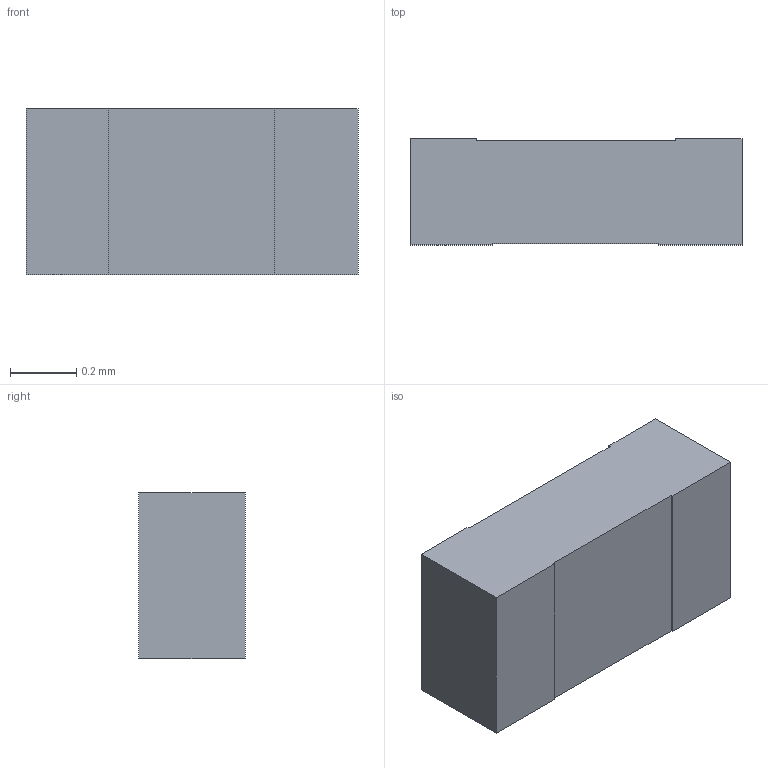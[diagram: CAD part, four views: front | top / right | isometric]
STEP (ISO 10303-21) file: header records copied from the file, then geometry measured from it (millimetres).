
FILE_DESCRIPTION((''),'2;1');
FILE_NAME('RSMD-0402_L1_W0-5_H0-32','2021-12-11T',('Dragos'),(''),'PRO/ENGINEER BY PARAMETRIC TECHNOLOGY CORPORATION, 2004440','PRO/ENGINEER BY PARAMETRIC TECHNOLOGY CORPORATION, 2004440','');
FILE_SCHEMA(('AUTOMOTIVE_DESIGN { 1 0 10303 214 1 1 1 1 }'));
Length unit declared in the file: millimetre
Products named in the file (1): RSMD-0402_L1_W0-5_H0-32
Bounding box: 1 x 0.32 x 0.5 mm (x, y, z)
Volume: 0.2 mm3; surface area: 2 mm2
Topology: 1 solids, 1 shells, 179 faces, 504 edges, 336 vertices
Faces by surface type: plane 179
Entity records: 7471 total; most frequent: CARTESIAN_POINT 1021, ORIENTED_EDGE 1008, DIRECTION 864, PRESENTATION_STYLE_ASSIGNMENT 526, STYLED_ITEM 506, CURVE_STYLE 505, VECTOR 504, LINE 504
